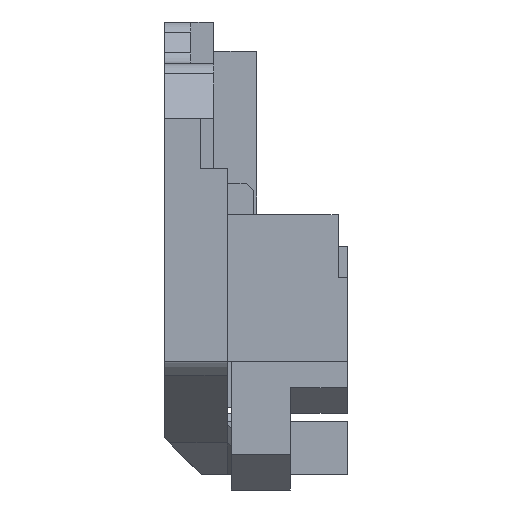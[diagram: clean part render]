
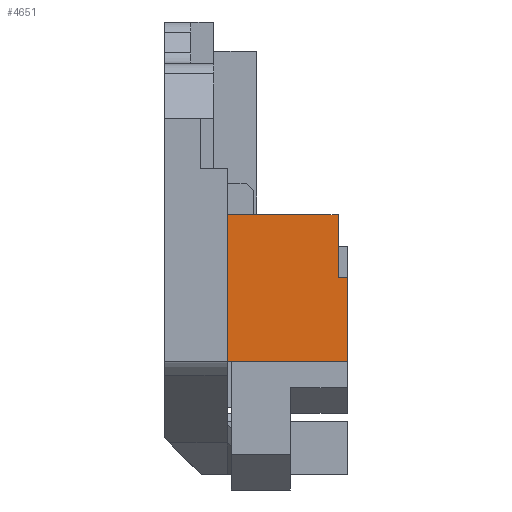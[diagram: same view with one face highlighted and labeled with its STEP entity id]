
A CAD part, front view. The second image highlights one B-rep face of the part: STEP entity #4651.
In plain terms, the highlighted planar face has unit normal (0, -1, 0).
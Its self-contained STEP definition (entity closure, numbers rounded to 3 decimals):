
#334=FACE_OUTER_BOUND('',#630,.T.);
#630=EDGE_LOOP('',(#3653,#3654,#3655,#3656,#3657,#3658));
#815=LINE('',#6544,#1378);
#846=LINE('',#6623,#1409);
#1096=LINE('',#7226,#1659);
#1111=LINE('',#7259,#1674);
#1112=LINE('',#7261,#1675);
#1113=LINE('',#7262,#1676);
#1378=VECTOR('',#5245,10.);
#1409=VECTOR('',#5314,10.);
#1659=VECTOR('',#5850,10.);
#1674=VECTOR('',#5877,10.);
#1675=VECTOR('',#5880,10.);
#1676=VECTOR('',#5881,10.);
#1955=VERTEX_POINT('',#6541);
#1956=VERTEX_POINT('',#6543);
#1985=VERTEX_POINT('',#6622);
#2191=VERTEX_POINT('',#7224);
#2200=VERTEX_POINT('',#7251);
#2203=VERTEX_POINT('',#7257);
#2392=EDGE_CURVE('',#1955,#1956,#815,.T.);
#2431=EDGE_CURVE('',#1985,#1956,#846,.T.);
#2721=EDGE_CURVE('',#2191,#1955,#1096,.T.);
#2739=EDGE_CURVE('',#2200,#2203,#1111,.T.);
#2740=EDGE_CURVE('',#2191,#2200,#1112,.T.);
#2741=EDGE_CURVE('',#2203,#1985,#1113,.T.);
#3653=ORIENTED_EDGE('',*,*,#2740,.T.);
#3654=ORIENTED_EDGE('',*,*,#2739,.T.);
#3655=ORIENTED_EDGE('',*,*,#2741,.T.);
#3656=ORIENTED_EDGE('',*,*,#2431,.T.);
#3657=ORIENTED_EDGE('',*,*,#2392,.F.);
#3658=ORIENTED_EDGE('',*,*,#2721,.F.);
#4423=PLANE('',#4992);
#4651=ADVANCED_FACE('',(#334),#4423,.F.);
#4992=AXIS2_PLACEMENT_3D('',#7260,#5878,#5879);
#5245=DIRECTION('',(-1.,0.,0.));
#5314=DIRECTION('',(0.,0.,-1.));
#5850=DIRECTION('',(0.,0.,-1.));
#5877=DIRECTION('',(0.,0.,1.));
#5878=DIRECTION('center_axis',(0.,1.,0.));
#5879=DIRECTION('ref_axis',(0.,0.,1.));
#5880=DIRECTION('',(-1.,0.,0.));
#5881=DIRECTION('',(-1.,0.,0.));
#6541=CARTESIAN_POINT('',(0.,-68.802,9.37));
#6543=CARTESIAN_POINT('',(-11.5,-68.802,9.37));
#6544=CARTESIAN_POINT('',(3.95,-68.802,9.37));
#6622=CARTESIAN_POINT('',(-11.5,-68.802,23.361));
#6623=CARTESIAN_POINT('',(-11.5,-68.802,17.964));
#7224=CARTESIAN_POINT('',(0.,-68.802,17.361));
#7226=CARTESIAN_POINT('',(0.,-68.802,17.405));
#7251=CARTESIAN_POINT('',(-0.9,-68.802,17.361));
#7257=CARTESIAN_POINT('',(-0.9,-68.802,23.361));
#7259=CARTESIAN_POINT('',(-0.9,-68.802,15.614));
#7260=CARTESIAN_POINT('Origin',(-5.,-68.802,17.361));
#7261=CARTESIAN_POINT('',(-2.5,-68.802,17.361));
#7262=CARTESIAN_POINT('',(6.75,-68.802,23.361));
